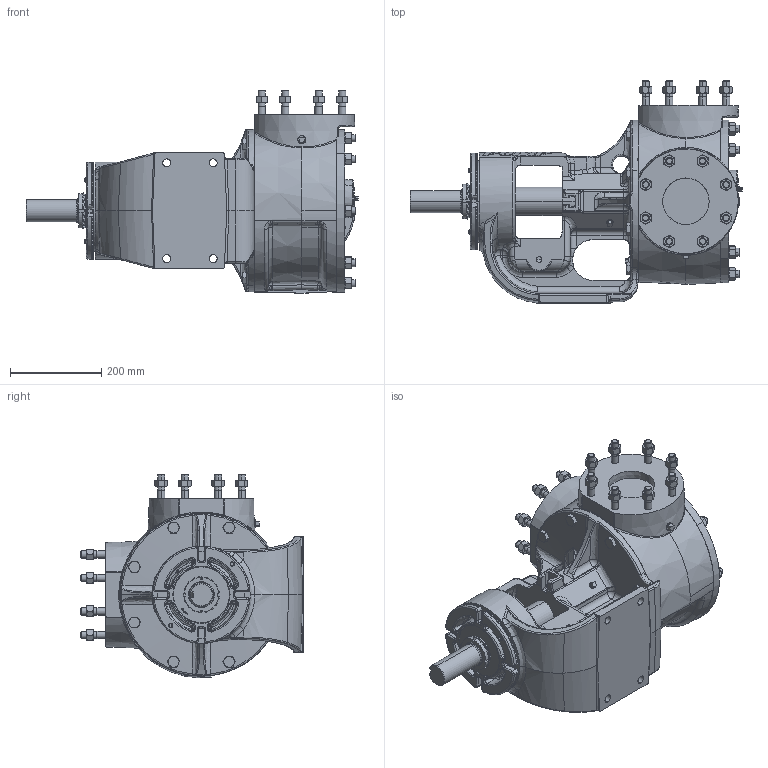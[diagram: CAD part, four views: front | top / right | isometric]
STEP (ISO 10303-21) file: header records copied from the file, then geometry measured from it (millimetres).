
FILE_DESCRIPTION (( 'STEP AP214' ), '1' );
FILE_NAME ('Q123A.STEP', '2016-09-09T18:51:21', ( '' ), ( '' ), 'SwSTEP 2.0', 'SolidWorks 2015', '' );
FILE_SCHEMA (( 'AUTOMOTIVE_DESIGN' ));
Length unit declared in the file: inch
Products named in the file (2): Q123A
Bounding box: 725.82 x 485.65 x 444.81 mm (x, y, z)
Volume: 32500408.7 mm3; surface area: 1279334.6 mm2
Topology: 1 solids, 1 shells, 3274 faces, 8307 edges, 5125 vertices
Faces by surface type: plane 1081, cylinder 880, bspline 633, cone 542, torus 83, sphere 55
Entity records: 203248 total; most frequent: CARTESIAN_POINT 107699, ORIENTED_EDGE 16448, DIRECTION 13745, EDGE_CURVE 8224, AXIS2_PLACEMENT_3D 5391, VERTEX_POINT 5125, EDGE_LOOP 3465, FACE_OUTER_BOUND 3274
